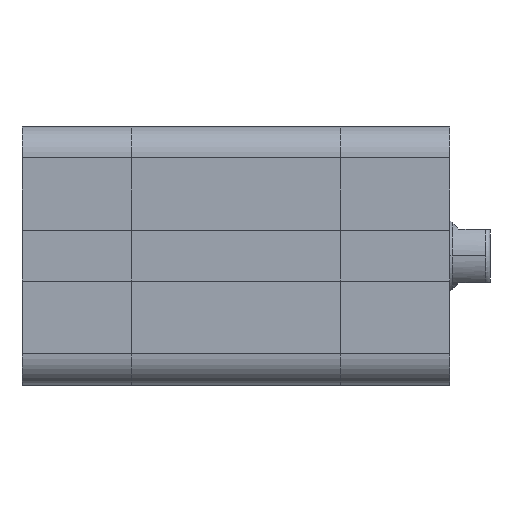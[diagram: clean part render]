
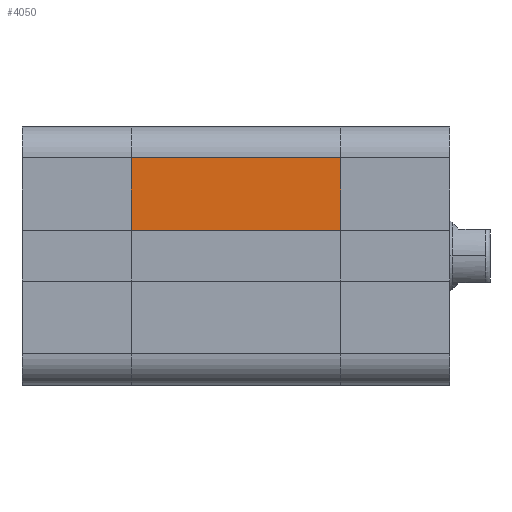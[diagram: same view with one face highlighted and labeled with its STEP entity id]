
A CAD part, top view. The second image highlights one B-rep face of the part: STEP entity #4050.
In plain terms, the highlighted face is planar.
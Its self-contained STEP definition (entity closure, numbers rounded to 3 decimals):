
#201 = CARTESIAN_POINT ( 'NONE',  ( -14.5, 11., -23.5 ) ) ;
#202 = DIRECTION ( 'NONE',  ( 0., 0., 1. ) ) ;
#207 = CARTESIAN_POINT ( 'NONE',  ( -14.5, 2.85, -23.5 ) ) ;
#208 = DIRECTION ( 'NONE',  ( 0., 0., 1. ) ) ;
#395 = CARTESIAN_POINT ( 'NONE',  ( -14.5, 11., -23.5 ) ) ;
#396 = DIRECTION ( 'NONE',  ( 0., -1., 0. ) ) ;
#1320 = FACE_OUTER_BOUND ( 'NONE', #6137, .T. ) ;
#1878 = EDGE_CURVE ( 'NONE', #4488, #4449, #7299, .T. ) ;
#1976 = EDGE_CURVE ( 'NONE', #4539, #4488, #7462, .T. ) ;
#1979 = EDGE_CURVE ( 'NONE', #4500, #4449, #7469, .T. ) ;
#2059 = EDGE_CURVE ( 'NONE', #4539, #4500, #7601, .T. ) ;
#2578 = AXIS2_PLACEMENT_3D ( 'NONE', #2819, #2822, #2823 ) ;
#2819 = CARTESIAN_POINT ( 'NONE',  ( -14.5, 11., -23.5 ) ) ;
#2820 = PLANE ( 'NONE',  #2578 ) ;
#2822 = DIRECTION ( 'NONE',  ( -1., 0., 0. ) ) ;
#2823 = DIRECTION ( 'NONE',  ( 0., 0., 1. ) ) ;
#3127 = CARTESIAN_POINT ( 'NONE',  ( -14.5, 2.85, 0. ) ) ;
#3159 = CARTESIAN_POINT ( 'NONE',  ( -14.5, 11., 0. ) ) ;
#3171 = CARTESIAN_POINT ( 'NONE',  ( -14.5, 2.85, -23.5 ) ) ;
#3210 = CARTESIAN_POINT ( 'NONE',  ( -14.5, 11., -23.5 ) ) ;
#4050 = ADVANCED_FACE ( 'NONE', ( #1320 ), #2820, .T. ) ;
#4131 = DIRECTION ( 'NONE',  ( 0., -1., 0. ) ) ;
#4242 = ORIENTED_EDGE ( 'NONE', *, *, #1878, .F. ) ;
#4335 = ORIENTED_EDGE ( 'NONE', *, *, #1979, .T. ) ;
#4342 = ORIENTED_EDGE ( 'NONE', *, *, #1976, .F. ) ;
#4350 = ORIENTED_EDGE ( 'NONE', *, *, #2059, .T. ) ;
#4449 = VERTEX_POINT ( 'NONE', #3127 ) ;
#4488 = VERTEX_POINT ( 'NONE', #3159 ) ;
#4500 = VERTEX_POINT ( 'NONE', #3171 ) ;
#4539 = VERTEX_POINT ( 'NONE', #3210 ) ;
#6137 = EDGE_LOOP ( 'NONE', ( #4335, #4242, #4342, #4350 ) ) ;
#6840 = CARTESIAN_POINT ( 'NONE',  ( -14.5, 11., 0. ) ) ;
#7296 = VECTOR ( 'NONE', #4131, 1000. ) ;
#7299 = LINE ( 'NONE', #6840, #7296 ) ;
#7458 = VECTOR ( 'NONE', #202, 1000. ) ;
#7462 = LINE ( 'NONE', #201, #7458 ) ;
#7469 = LINE ( 'NONE', #207, #7470 ) ;
#7470 = VECTOR ( 'NONE', #208, 1000. ) ;
#7601 = LINE ( 'NONE', #395, #7602 ) ;
#7602 = VECTOR ( 'NONE', #396, 1000. ) ;
